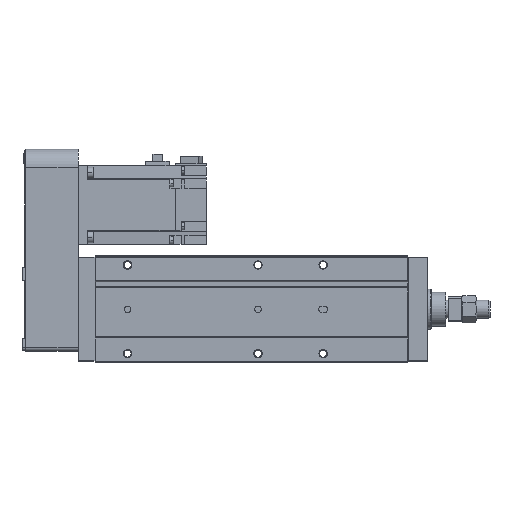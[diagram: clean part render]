
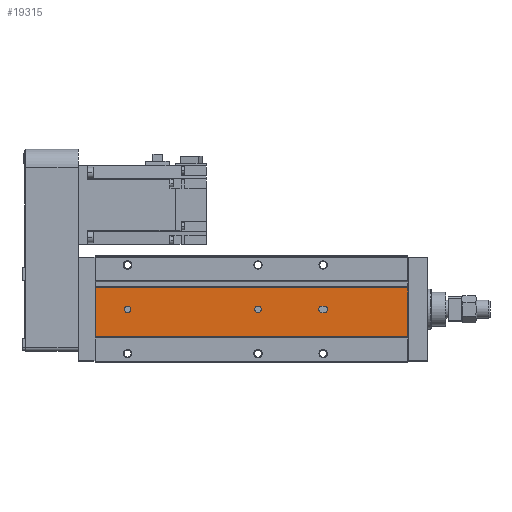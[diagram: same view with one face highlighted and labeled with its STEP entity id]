
A CAD part, front view. The second image highlights one B-rep face of the part: STEP entity #19315.
In plain terms, the highlighted planar face has unit normal (0, -1, 0).
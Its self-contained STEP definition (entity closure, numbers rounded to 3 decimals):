
#84 = AXIS2_PLACEMENT_3D ( 'NONE', #19676, #23912, #7365 ) ;
#255 = EDGE_CURVE ( 'NONE', #19103, #13225, #1832, .T. ) ;
#311 = ORIENTED_EDGE ( 'NONE', *, *, #12316, .F. ) ;
#627 = CARTESIAN_POINT ( 'NONE',  ( 174., 1., 2.5 ) ) ;
#808 = CARTESIAN_POINT ( 'NONE',  ( 240., 1., -21. ) ) ;
#1215 = DIRECTION ( 'NONE',  ( -1., 0., 0. ) ) ;
#1264 = AXIS2_PLACEMENT_3D ( 'NONE', #7720, #7856, #22346 ) ;
#1613 = EDGE_LOOP ( 'NONE', ( #1978, #16978 ) ) ;
#1689 = AXIS2_PLACEMENT_3D ( 'NONE', #4089, #8728, #17095 ) ;
#1832 = LINE ( 'NONE', #16744, #24503 ) ;
#1978 = ORIENTED_EDGE ( 'NONE', *, *, #3788, .F. ) ;
#1987 = VECTOR ( 'NONE', #9624, 1000. ) ;
#2211 = VERTEX_POINT ( 'NONE', #17798 ) ;
#2756 = VERTEX_POINT ( 'NONE', #16619 ) ;
#3067 = DIRECTION ( 'NONE',  ( 1., 0., 0. ) ) ;
#3788 = EDGE_CURVE ( 'NONE', #6884, #2211, #10532, .T. ) ;
#4063 = CARTESIAN_POINT ( 'NONE',  ( 174., 1., 0. ) ) ;
#4089 = CARTESIAN_POINT ( 'NONE',  ( 25., 1., 0. ) ) ;
#4318 = CIRCLE ( 'NONE', #1689, 2.5 ) ;
#4447 = VERTEX_POINT ( 'NONE', #4809 ) ;
#4809 = CARTESIAN_POINT ( 'NONE',  ( 25., 1., -2.5 ) ) ;
#4987 = CARTESIAN_POINT ( 'NONE',  ( 25., 1., 0. ) ) ;
#5228 = DIRECTION ( 'NONE',  ( 0., 0., -1. ) ) ;
#5706 = VERTEX_POINT ( 'NONE', #627 ) ;
#6123 = VERTEX_POINT ( 'NONE', #6320 ) ;
#6320 = CARTESIAN_POINT ( 'NONE',  ( 174., 1., -2.5 ) ) ;
#6772 = VERTEX_POINT ( 'NONE', #14578 ) ;
#6884 = VERTEX_POINT ( 'NONE', #11272 ) ;
#7033 = EDGE_CURVE ( 'NONE', #2756, #5706, #17852, .T. ) ;
#7275 = DIRECTION ( 'NONE',  ( 0., -1., 0. ) ) ;
#7365 = DIRECTION ( 'NONE',  ( 0., 0., 1. ) ) ;
#7719 = VECTOR ( 'NONE', #19717, 1000. ) ;
#7720 = CARTESIAN_POINT ( 'NONE',  ( 240., 1., 16.4 ) ) ;
#7856 = DIRECTION ( 'NONE',  ( 0., 1., 0. ) ) ;
#8066 = VECTOR ( 'NONE', #5228, 1000. ) ;
#8302 = CARTESIAN_POINT ( 'NONE',  ( 240., 1., 16.4 ) ) ;
#8574 = EDGE_CURVE ( 'NONE', #2211, #6884, #14569, .T. ) ;
#8728 = DIRECTION ( 'NONE',  ( 0., -1., 0. ) ) ;
#9319 = CARTESIAN_POINT ( 'NONE',  ( 240., 1., 16.4 ) ) ;
#9624 = DIRECTION ( 'NONE',  ( -1., 0., 0. ) ) ;
#9859 = VECTOR ( 'NONE', #1215, 1000. ) ;
#10021 = DIRECTION ( 'NONE',  ( 0., -1., 0. ) ) ;
#10193 = VECTOR ( 'NONE', #3067, 1000. ) ;
#10204 = DIRECTION ( 'NONE',  ( 0., 0., 1. ) ) ;
#10472 = EDGE_LOOP ( 'NONE', ( #21180, #21746, #13948, #18708 ) ) ;
#10532 = CIRCLE ( 'NONE', #84, 2.5 ) ;
#11272 = CARTESIAN_POINT ( 'NONE',  ( 125., 1., -2.5 ) ) ;
#11557 = FACE_BOUND ( 'NONE', #1613, .T. ) ;
#12316 = EDGE_CURVE ( 'NONE', #21911, #18361, #23955, .T. ) ;
#12417 = AXIS2_PLACEMENT_3D ( 'NONE', #4063, #26744, #10204 ) ;
#12839 = CARTESIAN_POINT ( 'NONE',  ( 176., 1., -2.5 ) ) ;
#12980 = EDGE_CURVE ( 'NONE', #18361, #13225, #23898, .T. ) ;
#13043 = LINE ( 'NONE', #19845, #7719 ) ;
#13225 = VERTEX_POINT ( 'NONE', #16478 ) ;
#13256 = EDGE_LOOP ( 'NONE', ( #16395, #20155 ) ) ;
#13948 = ORIENTED_EDGE ( 'NONE', *, *, #7033, .F. ) ;
#14127 = CARTESIAN_POINT ( 'NONE',  ( 240., 1., -2.5 ) ) ;
#14334 = EDGE_CURVE ( 'NONE', #5706, #6123, #18969, .T. ) ;
#14352 = AXIS2_PLACEMENT_3D ( 'NONE', #4987, #19623, #23449 ) ;
#14569 = CIRCLE ( 'NONE', #18481, 2.5 ) ;
#14578 = CARTESIAN_POINT ( 'NONE',  ( 25., 1., 2.5 ) ) ;
#14631 = ORIENTED_EDGE ( 'NONE', *, *, #25278, .T. ) ;
#15633 = CIRCLE ( 'NONE', #14352, 2.5 ) ;
#16395 = ORIENTED_EDGE ( 'NONE', *, *, #17550, .F. ) ;
#16478 = CARTESIAN_POINT ( 'NONE',  ( 0., 1., -21. ) ) ;
#16619 = CARTESIAN_POINT ( 'NONE',  ( 176., 1., 2.5 ) ) ;
#16744 = CARTESIAN_POINT ( 'NONE',  ( 0., 1., 16.4 ) ) ;
#16978 = ORIENTED_EDGE ( 'NONE', *, *, #8574, .F. ) ;
#17095 = DIRECTION ( 'NONE',  ( 0., 0., 1. ) ) ;
#17195 = CARTESIAN_POINT ( 'NONE',  ( 0., 1., 16.4 ) ) ;
#17550 = EDGE_CURVE ( 'NONE', #4447, #6772, #15633, .T. ) ;
#17798 = CARTESIAN_POINT ( 'NONE',  ( 125., 1., 2.5 ) ) ;
#17852 = LINE ( 'NONE', #26165, #1987 ) ;
#18126 = FACE_OUTER_BOUND ( 'NONE', #23297, .T. ) ;
#18132 = EDGE_CURVE ( 'NONE', #18277, #2756, #22207, .T. ) ;
#18277 = VERTEX_POINT ( 'NONE', #12839 ) ;
#18314 = EDGE_CURVE ( 'NONE', #6772, #4447, #4318, .T. ) ;
#18361 = VERTEX_POINT ( 'NONE', #808 ) ;
#18447 = CARTESIAN_POINT ( 'NONE',  ( 176., 1., 0. ) ) ;
#18481 = AXIS2_PLACEMENT_3D ( 'NONE', #20804, #10021, #22438 ) ;
#18708 = ORIENTED_EDGE ( 'NONE', *, *, #18132, .F. ) ;
#18969 = CIRCLE ( 'NONE', #12417, 2.5 ) ;
#19103 = VERTEX_POINT ( 'NONE', #17195 ) ;
#19315 = ADVANCED_FACE ( 'NONE', ( #18126, #26441, #23996, #11557 ), #19889, .F. ) ;
#19623 = DIRECTION ( 'NONE',  ( 0., -1., 0. ) ) ;
#19676 = CARTESIAN_POINT ( 'NONE',  ( 125., 1., 0. ) ) ;
#19717 = DIRECTION ( 'NONE',  ( -1., 0., 0. ) ) ;
#19845 = CARTESIAN_POINT ( 'NONE',  ( 240., 1., 16.4 ) ) ;
#19889 = PLANE ( 'NONE',  #1264 ) ;
#20005 = LINE ( 'NONE', #14127, #10193 ) ;
#20155 = ORIENTED_EDGE ( 'NONE', *, *, #18314, .F. ) ;
#20804 = CARTESIAN_POINT ( 'NONE',  ( 125., 1., 0. ) ) ;
#20866 = EDGE_CURVE ( 'NONE', #6123, #18277, #20005, .T. ) ;
#21180 = ORIENTED_EDGE ( 'NONE', *, *, #20866, .F. ) ;
#21554 = CARTESIAN_POINT ( 'NONE',  ( 240., 1., -21. ) ) ;
#21746 = ORIENTED_EDGE ( 'NONE', *, *, #14334, .F. ) ;
#21911 = VERTEX_POINT ( 'NONE', #8302 ) ;
#22207 = CIRCLE ( 'NONE', #25243, 2.5 ) ;
#22346 = DIRECTION ( 'NONE',  ( 1., 0., 0. ) ) ;
#22438 = DIRECTION ( 'NONE',  ( 0., 0., 1. ) ) ;
#22718 = ORIENTED_EDGE ( 'NONE', *, *, #12980, .F. ) ;
#23297 = EDGE_LOOP ( 'NONE', ( #23443, #22718, #311, #14631 ) ) ;
#23443 = ORIENTED_EDGE ( 'NONE', *, *, #255, .T. ) ;
#23449 = DIRECTION ( 'NONE',  ( 0., 0., 1. ) ) ;
#23898 = LINE ( 'NONE', #21554, #9859 ) ;
#23912 = DIRECTION ( 'NONE',  ( 0., -1., 0. ) ) ;
#23955 = LINE ( 'NONE', #9319, #8066 ) ;
#23960 = DIRECTION ( 'NONE',  ( 0., 0., 1. ) ) ;
#23996 = FACE_BOUND ( 'NONE', #13256, .T. ) ;
#24503 = VECTOR ( 'NONE', #25320, 1000. ) ;
#25243 = AXIS2_PLACEMENT_3D ( 'NONE', #18447, #7275, #23960 ) ;
#25278 = EDGE_CURVE ( 'NONE', #21911, #19103, #13043, .T. ) ;
#25320 = DIRECTION ( 'NONE',  ( 0., 0., -1. ) ) ;
#26165 = CARTESIAN_POINT ( 'NONE',  ( 240., 1., 2.5 ) ) ;
#26441 = FACE_BOUND ( 'NONE', #10472, .T. ) ;
#26744 = DIRECTION ( 'NONE',  ( 0., -1., 0. ) ) ;
